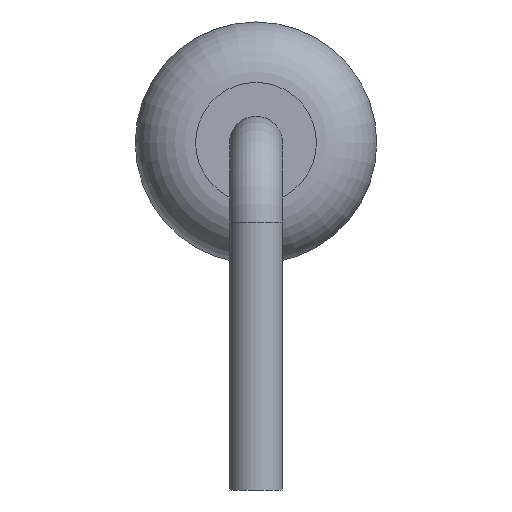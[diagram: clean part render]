
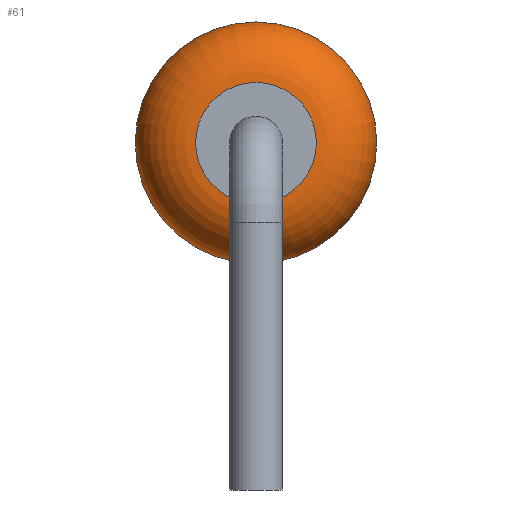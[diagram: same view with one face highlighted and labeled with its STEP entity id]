
A CAD part, left-side view. The second image highlights one B-rep face of the part: STEP entity #61.
In plain terms, the highlighted toroidal (fillet/blend) face has major radius 0.8 mm and minor radius 0.8 mm.
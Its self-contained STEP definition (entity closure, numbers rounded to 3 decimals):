
#33 = VERTEX_POINT('',#34);
#34 = CARTESIAN_POINT('',(3.92,1.6,1.6));
#50 = EDGE_CURVE('',#33,#33,#51,.T.);
#51 = CIRCLE('',#52,1.6);
#52 = AXIS2_PLACEMENT_3D('',#53,#54,#55);
#53 = CARTESIAN_POINT('',(3.92,0.,1.6));
#54 = DIRECTION('',(1.,0.,0.));
#55 = DIRECTION('',(0.,1.,0.));
#61 = ADVANCED_FACE('',(#62),#82,.T.);
#62 = FACE_BOUND('',#63,.F.);
#63 = EDGE_LOOP('',(#64,#73,#74,#75));
#64 = ORIENTED_EDGE('',*,*,#65,.F.);
#65 = EDGE_CURVE('',#33,#66,#68,.T.);
#66 = VERTEX_POINT('',#67);
#67 = CARTESIAN_POINT('',(3.12,0.8,1.6));
#68 = CIRCLE('',#69,0.8);
#69 = AXIS2_PLACEMENT_3D('',#70,#71,#72);
#70 = CARTESIAN_POINT('',(3.92,0.8,1.6));
#71 = DIRECTION('',(0.,0.,1.));
#72 = DIRECTION('',(0.,1.,0.));
#73 = ORIENTED_EDGE('',*,*,#50,.T.);
#74 = ORIENTED_EDGE('',*,*,#65,.T.);
#75 = ORIENTED_EDGE('',*,*,#76,.F.);
#76 = EDGE_CURVE('',#66,#66,#77,.T.);
#77 = CIRCLE('',#78,0.8);
#78 = AXIS2_PLACEMENT_3D('',#79,#80,#81);
#79 = CARTESIAN_POINT('',(3.12,0.,1.6));
#80 = DIRECTION('',(1.,0.,0.));
#81 = DIRECTION('',(0.,1.,0.));
#82 = TOROIDAL_SURFACE('',#83,0.8,0.8);
#83 = AXIS2_PLACEMENT_3D('',#84,#85,#86);
#84 = CARTESIAN_POINT('',(3.92,0.,1.6));
#85 = DIRECTION('',(-1.,0.,0.));
#86 = DIRECTION('',(0.,1.,0.));
